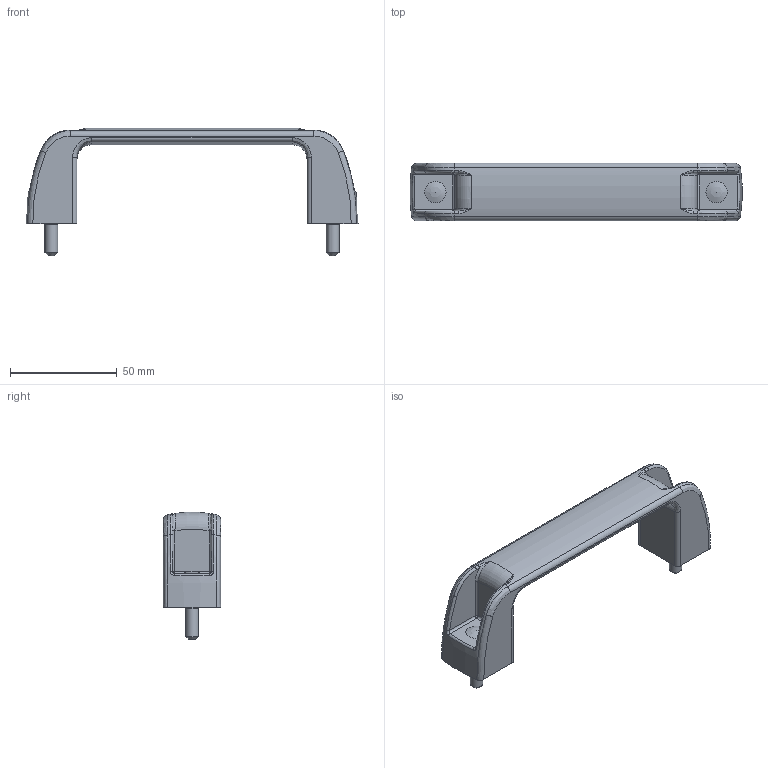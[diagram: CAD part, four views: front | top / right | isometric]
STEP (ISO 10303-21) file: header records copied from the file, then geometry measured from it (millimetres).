
FILE_DESCRIPTION( ( 'Unknown' ), '1' );
FILE_NAME( '6333750_MFP132_M06x15.stp', 'Unknown', ( 'Unknown' ), ( 'Unknown' ), 'PSStep 11.0', 'Unknown', ' ' );
FILE_SCHEMA( ( 'AUTOMOTIVE_DESIGN { 1 0 10303 214 1 1 1 1 }' ) );
Length unit declared in the file: millimetre
Products named in the file (1): 6333750
Bounding box: 155.81 x 27 x 59.92 mm (x, y, z)
Volume: 48595.1 mm3; surface area: 20618.3 mm2
Topology: 1 solids, 3 shells, 152 faces, 371 edges, 223 vertices
Faces by surface type: cylinder 48, plane 44, bspline 38, torus 12, sphere 6, cone 4
Full cylindrical faces by diameter (mm): 6 x4
Entity records: 11900 total; most frequent: CARTESIAN_POINT 7471, ORIENTED_EDGE 676, DIRECTION 624, EDGE_CURVE 338, AXIS2_PLACEMENT_3D 247, VERTEX_POINT 214, EDGE_LOOP 178, FACE_OUTER_BOUND 162
